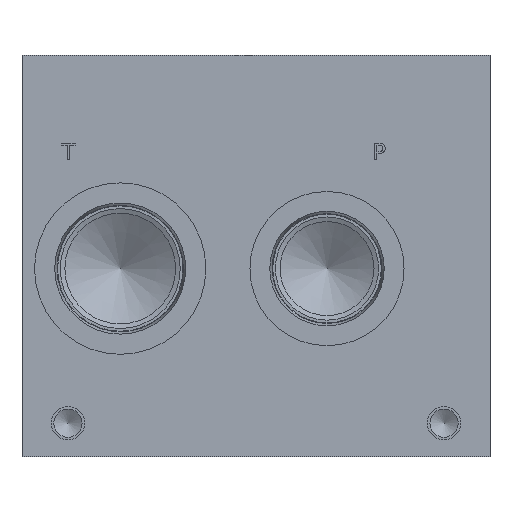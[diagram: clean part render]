
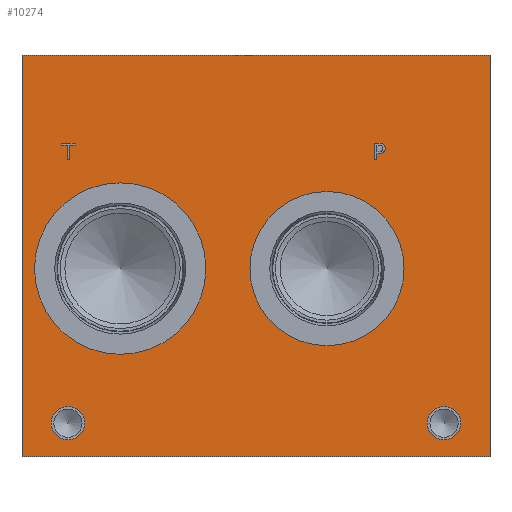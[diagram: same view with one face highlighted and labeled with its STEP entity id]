
A CAD part, left-side view. The second image highlights one B-rep face of the part: STEP entity #10274.
In plain terms, the highlighted planar face has unit normal (-1, 0, 0).
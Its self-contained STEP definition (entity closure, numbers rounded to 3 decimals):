
#129=CIRCLE('',#10837,32.563);
#130=CIRCLE('',#10838,32.563);
#131=CIRCLE('',#10839,29.286);
#132=CIRCLE('',#10840,29.286);
#133=CIRCLE('',#10841,6.35);
#134=CIRCLE('',#10842,6.35);
#135=CIRCLE('',#10843,6.35);
#136=CIRCLE('',#10844,6.35);
#359=FACE_BOUND('',#1370,.T.);
#360=FACE_BOUND('',#1371,.T.);
#361=FACE_BOUND('',#1372,.T.);
#362=FACE_BOUND('',#1373,.T.);
#363=FACE_BOUND('',#1374,.T.);
#364=FACE_BOUND('',#1375,.T.);
#467=PLANE('',#10836);
#805=FACE_OUTER_BOUND('',#1369,.T.);
#1369=EDGE_LOOP('',(#6954,#6955,#6956,#6957));
#1370=EDGE_LOOP('',(#6958,#6959));
#1371=EDGE_LOOP('',(#6960,#6961));
#1372=EDGE_LOOP('',(#6962,#6963));
#1373=EDGE_LOOP('',(#6964,#6965));
#1374=EDGE_LOOP('',(#6966,#6967,#6968,#6969,#6970,#6971,#6972,#6973));
#1375=EDGE_LOOP('',(#6974,#6975,#6976,#6977,#6978,#6979,#6980,#6981,#6982));
#2037=LINE('',#14194,#3039);
#2040=LINE('',#14200,#3042);
#2043=LINE('',#14206,#3045);
#2046=LINE('',#14212,#3048);
#2049=LINE('',#14218,#3051);
#2053=LINE('',#14261,#3055);
#2054=LINE('',#14263,#3056);
#2055=LINE('',#14265,#3057);
#2056=LINE('',#14266,#3058);
#2057=LINE('',#14285,#3059);
#2058=LINE('',#14287,#3060);
#2059=LINE('',#14289,#3061);
#2060=LINE('',#14291,#3062);
#2061=LINE('',#14293,#3063);
#2062=LINE('',#14295,#3064);
#2063=LINE('',#14297,#3065);
#2064=LINE('',#14298,#3066);
#3039=VECTOR('',#11599,10.);
#3042=VECTOR('',#11604,10.);
#3045=VECTOR('',#11609,10.);
#3048=VECTOR('',#11614,10.);
#3051=VECTOR('',#11619,10.);
#3055=VECTOR('',#11627,10.);
#3056=VECTOR('',#11628,10.);
#3057=VECTOR('',#11629,10.);
#3058=VECTOR('',#11630,10.);
#3059=VECTOR('',#11647,10.);
#3060=VECTOR('',#11648,10.);
#3061=VECTOR('',#11649,10.);
#3062=VECTOR('',#11650,10.);
#3063=VECTOR('',#11651,10.);
#3064=VECTOR('',#11652,10.);
#3065=VECTOR('',#11653,10.);
#3066=VECTOR('',#11654,10.);
#3989=B_SPLINE_CURVE_WITH_KNOTS('',2,(#14161,#14162,#14163,#14164),
 .UNSPECIFIED.,.F.,.F.,(3,1,3),(0.,1.,2.),.UNSPECIFIED.);
#3991=B_SPLINE_CURVE_WITH_KNOTS('',2,(#14182,#14183,#14184,#14185),
 .UNSPECIFIED.,.F.,.F.,(3,1,3),(0.,1.,2.),.UNSPECIFIED.);
#3993=B_SPLINE_CURVE_WITH_KNOTS('',2,(#14231,#14232,#14233,#14234),
 .UNSPECIFIED.,.F.,.F.,(3,1,3),(0.,1.,2.),.UNSPECIFIED.);
#3995=B_SPLINE_CURVE_WITH_KNOTS('',2,(#14249,#14250,#14251,#14252),
 .UNSPECIFIED.,.F.,.F.,(3,1,3),(0.,1.,2.),.UNSPECIFIED.);
#4293=VERTEX_POINT('',#14159);
#4294=VERTEX_POINT('',#14160);
#4297=VERTEX_POINT('',#14181);
#4299=VERTEX_POINT('',#14193);
#4301=VERTEX_POINT('',#14199);
#4303=VERTEX_POINT('',#14205);
#4305=VERTEX_POINT('',#14211);
#4307=VERTEX_POINT('',#14217);
#4309=VERTEX_POINT('',#14230);
#4311=VERTEX_POINT('',#14259);
#4312=VERTEX_POINT('',#14260);
#4313=VERTEX_POINT('',#14262);
#4314=VERTEX_POINT('',#14264);
#4315=VERTEX_POINT('',#14267);
#4316=VERTEX_POINT('',#14268);
#4317=VERTEX_POINT('',#14271);
#4318=VERTEX_POINT('',#14272);
#4319=VERTEX_POINT('',#14275);
#4320=VERTEX_POINT('',#14276);
#4321=VERTEX_POINT('',#14279);
#4322=VERTEX_POINT('',#14280);
#4323=VERTEX_POINT('',#14283);
#4324=VERTEX_POINT('',#14284);
#4325=VERTEX_POINT('',#14286);
#4326=VERTEX_POINT('',#14288);
#4327=VERTEX_POINT('',#14290);
#4328=VERTEX_POINT('',#14292);
#4329=VERTEX_POINT('',#14294);
#4330=VERTEX_POINT('',#14296);
#5344=EDGE_CURVE('',#4293,#4294,#3989,.T.);
#5348=EDGE_CURVE('',#4297,#4293,#3991,.T.);
#5351=EDGE_CURVE('',#4299,#4297,#2037,.T.);
#5354=EDGE_CURVE('',#4301,#4299,#2040,.T.);
#5357=EDGE_CURVE('',#4303,#4301,#2043,.T.);
#5360=EDGE_CURVE('',#4305,#4303,#2046,.T.);
#5363=EDGE_CURVE('',#4307,#4305,#2049,.T.);
#5366=EDGE_CURVE('',#4309,#4307,#3993,.T.);
#5369=EDGE_CURVE('',#4294,#4309,#3995,.T.);
#5371=EDGE_CURVE('',#4311,#4312,#2053,.T.);
#5372=EDGE_CURVE('',#4312,#4313,#2054,.T.);
#5373=EDGE_CURVE('',#4314,#4313,#2055,.T.);
#5374=EDGE_CURVE('',#4311,#4314,#2056,.T.);
#5375=EDGE_CURVE('',#4315,#4316,#129,.T.);
#5376=EDGE_CURVE('',#4316,#4315,#130,.T.);
#5377=EDGE_CURVE('',#4317,#4318,#131,.T.);
#5378=EDGE_CURVE('',#4318,#4317,#132,.T.);
#5379=EDGE_CURVE('',#4319,#4320,#133,.T.);
#5380=EDGE_CURVE('',#4320,#4319,#134,.T.);
#5381=EDGE_CURVE('',#4321,#4322,#135,.T.);
#5382=EDGE_CURVE('',#4322,#4321,#136,.T.);
#5383=EDGE_CURVE('',#4323,#4324,#2057,.T.);
#5384=EDGE_CURVE('',#4324,#4325,#2058,.T.);
#5385=EDGE_CURVE('',#4325,#4326,#2059,.T.);
#5386=EDGE_CURVE('',#4326,#4327,#2060,.T.);
#5387=EDGE_CURVE('',#4327,#4328,#2061,.T.);
#5388=EDGE_CURVE('',#4328,#4329,#2062,.T.);
#5389=EDGE_CURVE('',#4329,#4330,#2063,.T.);
#5390=EDGE_CURVE('',#4330,#4323,#2064,.T.);
#6954=ORIENTED_EDGE('',*,*,#5371,.T.);
#6955=ORIENTED_EDGE('',*,*,#5372,.T.);
#6956=ORIENTED_EDGE('',*,*,#5373,.F.);
#6957=ORIENTED_EDGE('',*,*,#5374,.F.);
#6958=ORIENTED_EDGE('',*,*,#5375,.T.);
#6959=ORIENTED_EDGE('',*,*,#5376,.T.);
#6960=ORIENTED_EDGE('',*,*,#5377,.T.);
#6961=ORIENTED_EDGE('',*,*,#5378,.T.);
#6962=ORIENTED_EDGE('',*,*,#5379,.T.);
#6963=ORIENTED_EDGE('',*,*,#5380,.T.);
#6964=ORIENTED_EDGE('',*,*,#5381,.T.);
#6965=ORIENTED_EDGE('',*,*,#5382,.T.);
#6966=ORIENTED_EDGE('',*,*,#5383,.T.);
#6967=ORIENTED_EDGE('',*,*,#5384,.T.);
#6968=ORIENTED_EDGE('',*,*,#5385,.T.);
#6969=ORIENTED_EDGE('',*,*,#5386,.T.);
#6970=ORIENTED_EDGE('',*,*,#5387,.T.);
#6971=ORIENTED_EDGE('',*,*,#5388,.T.);
#6972=ORIENTED_EDGE('',*,*,#5389,.T.);
#6973=ORIENTED_EDGE('',*,*,#5390,.T.);
#6974=ORIENTED_EDGE('',*,*,#5344,.T.);
#6975=ORIENTED_EDGE('',*,*,#5369,.T.);
#6976=ORIENTED_EDGE('',*,*,#5366,.T.);
#6977=ORIENTED_EDGE('',*,*,#5363,.T.);
#6978=ORIENTED_EDGE('',*,*,#5360,.T.);
#6979=ORIENTED_EDGE('',*,*,#5357,.T.);
#6980=ORIENTED_EDGE('',*,*,#5354,.T.);
#6981=ORIENTED_EDGE('',*,*,#5351,.T.);
#6982=ORIENTED_EDGE('',*,*,#5348,.T.);
#10274=ADVANCED_FACE('',(#805,#359,#360,#361,#362,#363,#364),#467,.T.);
#10836=AXIS2_PLACEMENT_3D('',#14258,#11625,#11626);
#10837=AXIS2_PLACEMENT_3D('',#14269,#11631,#11632);
#10838=AXIS2_PLACEMENT_3D('',#14270,#11633,#11634);
#10839=AXIS2_PLACEMENT_3D('',#14273,#11635,#11636);
#10840=AXIS2_PLACEMENT_3D('',#14274,#11637,#11638);
#10841=AXIS2_PLACEMENT_3D('',#14277,#11639,#11640);
#10842=AXIS2_PLACEMENT_3D('',#14278,#11641,#11642);
#10843=AXIS2_PLACEMENT_3D('',#14281,#11643,#11644);
#10844=AXIS2_PLACEMENT_3D('',#14282,#11645,#11646);
#11599=DIRECTION('',(0.,-1.,0.));
#11604=DIRECTION('',(0.,0.,1.));
#11609=DIRECTION('',(0.,1.,0.));
#11614=DIRECTION('',(0.,0.,-1.));
#11619=DIRECTION('',(0.,1.,0.));
#11625=DIRECTION('center_axis',(-1.,0.,0.));
#11626=DIRECTION('ref_axis',(0.,-1.,0.));
#11627=DIRECTION('',(0.,-1.,0.));
#11628=DIRECTION('',(0.,0.,1.));
#11629=DIRECTION('',(0.,-1.,0.));
#11630=DIRECTION('',(0.,0.,1.));
#11631=DIRECTION('center_axis',(1.,0.,0.));
#11632=DIRECTION('ref_axis',(0.,0.,1.));
#11633=DIRECTION('center_axis',(1.,0.,0.));
#11634=DIRECTION('ref_axis',(0.,0.,1.));
#11635=DIRECTION('center_axis',(1.,0.,0.));
#11636=DIRECTION('ref_axis',(0.,0.,1.));
#11637=DIRECTION('center_axis',(1.,0.,0.));
#11638=DIRECTION('ref_axis',(0.,0.,1.));
#11639=DIRECTION('center_axis',(1.,0.,0.));
#11640=DIRECTION('ref_axis',(0.,1.,0.));
#11641=DIRECTION('center_axis',(1.,0.,0.));
#11642=DIRECTION('ref_axis',(0.,1.,0.));
#11643=DIRECTION('center_axis',(1.,0.,0.));
#11644=DIRECTION('ref_axis',(0.,1.,0.));
#11645=DIRECTION('center_axis',(1.,0.,0.));
#11646=DIRECTION('ref_axis',(0.,1.,0.));
#11647=DIRECTION('',(0.,1.,0.));
#11648=DIRECTION('',(0.,0.,1.));
#11649=DIRECTION('',(0.,1.,0.));
#11650=DIRECTION('',(0.,0.,1.));
#11651=DIRECTION('',(0.,-1.,0.));
#11652=DIRECTION('',(0.,0.,-1.));
#11653=DIRECTION('',(0.,1.,0.));
#11654=DIRECTION('',(0.,0.,-1.));
#14159=CARTESIAN_POINT('',(0.,40.549,118.666));
#14160=CARTESIAN_POINT('',(0.,39.793,117.148));
#14161=CARTESIAN_POINT('Ctrl Pts',(0.,40.549,118.666));
#14162=CARTESIAN_POINT('Ctrl Pts',(0.,40.194,118.424));
#14163=CARTESIAN_POINT('Ctrl Pts',(0.,39.793,117.678));
#14164=CARTESIAN_POINT('Ctrl Pts',(0.,39.793,117.148));
#14181=CARTESIAN_POINT('',(0.,42.212,119.062));
#14182=CARTESIAN_POINT('Ctrl Pts',(0.,42.212,119.062));
#14183=CARTESIAN_POINT('Ctrl Pts',(0.,41.646,119.062));
#14184=CARTESIAN_POINT('Ctrl Pts',(0.,40.853,118.877));
#14185=CARTESIAN_POINT('Ctrl Pts',(0.,40.549,118.666));
#14193=CARTESIAN_POINT('',(0.,43.807,119.062));
#14194=CARTESIAN_POINT('',(0.,110.803,119.062));
#14199=CARTESIAN_POINT('',(0.,43.807,112.713));
#14200=CARTESIAN_POINT('',(0.,43.807,56.356));
#14205=CARTESIAN_POINT('',(0.,42.963,112.713));
#14206=CARTESIAN_POINT('',(0.,110.381,112.713));
#14211=CARTESIAN_POINT('',(0.,42.963,115.08));
#14212=CARTESIAN_POINT('',(0.,42.963,57.54));
#14217=CARTESIAN_POINT('',(0.,42.248,115.08));
#14218=CARTESIAN_POINT('',(0.,110.024,115.08));
#14230=CARTESIAN_POINT('',(0.,40.349,115.738));
#14231=CARTESIAN_POINT('Ctrl Pts',(0.,40.349,115.738));
#14232=CARTESIAN_POINT('Ctrl Pts',(0.,40.678,115.414));
#14233=CARTESIAN_POINT('Ctrl Pts',(0.,41.568,115.08));
#14234=CARTESIAN_POINT('Ctrl Pts',(0.,42.248,115.08));
#14249=CARTESIAN_POINT('Ctrl Pts',(0.,39.793,117.148));
#14250=CARTESIAN_POINT('Ctrl Pts',(0.,39.793,116.737));
#14251=CARTESIAN_POINT('Ctrl Pts',(0.,40.086,115.996));
#14252=CARTESIAN_POINT('Ctrl Pts',(0.,40.349,115.738));
#14258=CARTESIAN_POINT('Origin',(0.,177.8,0.));
#14259=CARTESIAN_POINT('',(0.,177.8,0.));
#14260=CARTESIAN_POINT('',(0.,0.,0.));
#14261=CARTESIAN_POINT('',(0.,177.8,0.));
#14262=CARTESIAN_POINT('',(0.,0.,152.4));
#14263=CARTESIAN_POINT('',(0.,0.,0.));
#14264=CARTESIAN_POINT('',(0.,177.8,152.4));
#14265=CARTESIAN_POINT('',(0.,177.8,152.4));
#14266=CARTESIAN_POINT('',(0.,177.8,0.));
#14267=CARTESIAN_POINT('',(0.,140.487,103.988));
#14268=CARTESIAN_POINT('',(0.,140.487,38.862));
#14269=CARTESIAN_POINT('Origin',(0.,140.487,71.425));
#14270=CARTESIAN_POINT('Origin',(0.,140.487,71.425));
#14271=CARTESIAN_POINT('',(0.,61.925,100.711));
#14272=CARTESIAN_POINT('',(0.,61.925,42.139));
#14273=CARTESIAN_POINT('Origin',(0.,61.925,71.425));
#14274=CARTESIAN_POINT('Origin',(0.,61.925,71.425));
#14275=CARTESIAN_POINT('',(0.,166.675,12.7));
#14276=CARTESIAN_POINT('',(0.,153.975,12.7));
#14277=CARTESIAN_POINT('Origin',(0.,160.325,12.7));
#14278=CARTESIAN_POINT('Origin',(0.,160.325,12.7));
#14279=CARTESIAN_POINT('',(0.,23.825,12.7));
#14280=CARTESIAN_POINT('',(0.,11.125,12.7));
#14281=CARTESIAN_POINT('Origin',(0.,17.475,12.7));
#14282=CARTESIAN_POINT('Origin',(0.,17.475,12.7));
#14283=CARTESIAN_POINT('',(0.,159.75,112.713));
#14284=CARTESIAN_POINT('',(0.,160.594,112.713));
#14285=CARTESIAN_POINT('',(0.,168.775,112.713));
#14286=CARTESIAN_POINT('',(0.,160.594,118.311));
#14287=CARTESIAN_POINT('',(0.,160.594,56.356));
#14288=CARTESIAN_POINT('',(0.,162.724,118.311));
#14289=CARTESIAN_POINT('',(0.,169.197,118.311));
#14290=CARTESIAN_POINT('',(0.,162.724,119.062));
#14291=CARTESIAN_POINT('',(0.,162.724,59.156));
#14292=CARTESIAN_POINT('',(0.,157.619,119.062));
#14293=CARTESIAN_POINT('',(0.,170.262,119.062));
#14294=CARTESIAN_POINT('',(0.,157.619,118.311));
#14295=CARTESIAN_POINT('',(0.,157.619,59.531));
#14296=CARTESIAN_POINT('',(0.,159.75,118.311));
#14297=CARTESIAN_POINT('',(0.,167.71,118.311));
#14298=CARTESIAN_POINT('',(0.,159.75,59.156));
